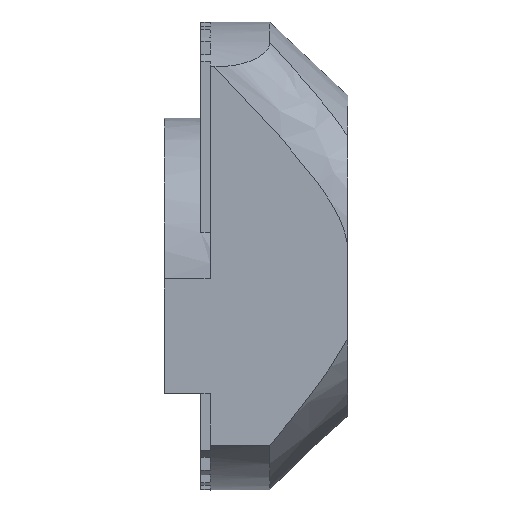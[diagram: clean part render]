
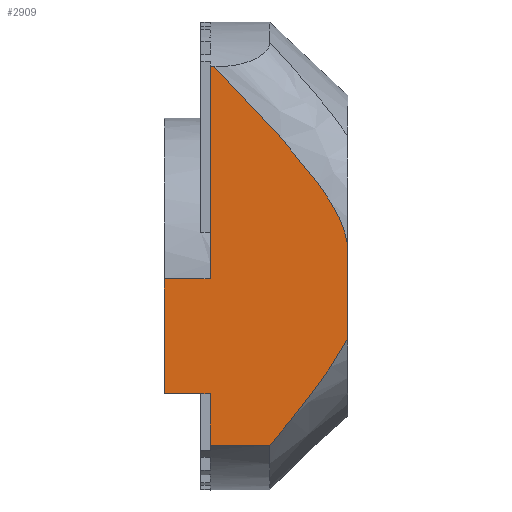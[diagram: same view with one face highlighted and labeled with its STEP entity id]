
A CAD part, left-side view. The second image highlights one B-rep face of the part: STEP entity #2909.
In plain terms, the highlighted planar face has unit normal (-1, 0, 0).
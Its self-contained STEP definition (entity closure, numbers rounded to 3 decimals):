
#13 = ORIENTED_EDGE ( 'NONE', *, *, #1446, .F. ) ;
#60 = DIRECTION ( 'NONE',  ( 0., -1., 0. ) ) ;
#65 = CARTESIAN_POINT ( 'NONE',  ( -3., 0., 0. ) ) ;
#129 = DIRECTION ( 'NONE',  ( 0., 0., 1. ) ) ;
#138 = VERTEX_POINT ( 'NONE', #1556 ) ;
#150 = CARTESIAN_POINT ( 'NONE',  ( -3., -2.734, 1. ) ) ;
#159 = CARTESIAN_POINT ( 'NONE',  ( -3., -2.63, 1.177 ) ) ;
#163 = ORIENTED_EDGE ( 'NONE', *, *, #1045, .T. ) ;
#211 = CARTESIAN_POINT ( 'NONE',  ( -3., -1.3, -4.124 ) ) ;
#214 = EDGE_LOOP ( 'NONE', ( #2564, #867, #163, #1210, #467, #13, #1056, #2230, #2572, #1542 ) ) ;
#276 = CARTESIAN_POINT ( 'NONE',  ( -3., -1.92, -3.388 ) ) ;
#365 = CARTESIAN_POINT ( 'NONE',  ( -3., -1.219, 2.938 ) ) ;
#384 = CARTESIAN_POINT ( 'NONE',  ( -3., -2.971, 0.43 ) ) ;
#438 = VECTOR ( 'NONE', #129, 1000. ) ;
#450 = CARTESIAN_POINT ( 'NONE',  ( -3., -1.613, -3.76 ) ) ;
#467 = ORIENTED_EDGE ( 'NONE', *, *, #689, .T. ) ;
#474 = VECTOR ( 'NONE', #2952, 1000. ) ;
#502 = VERTEX_POINT ( 'NONE', #2812 ) ;
#524 = VECTOR ( 'NONE', #824, 1000. ) ;
#663 = VERTEX_POINT ( 'NONE', #2636 ) ;
#666 = PLANE ( 'NONE',  #745 ) ;
#689 = EDGE_CURVE ( 'NONE', #2245, #1245, #714, .T. ) ;
#714 = LINE ( 'NONE', #2652, #1934 ) ;
#745 = AXIS2_PLACEMENT_3D ( 'NONE', #2004, #1767, #1053 ) ;
#781 = CARTESIAN_POINT ( 'NONE',  ( -3., -3., -4.124 ) ) ;
#824 = DIRECTION ( 'NONE',  ( 0., 0., -1. ) ) ;
#836 = EDGE_CURVE ( 'NONE', #2358, #2800, #2246, .T. ) ;
#867 = ORIENTED_EDGE ( 'NONE', *, *, #2920, .T. ) ;
#888 = DIRECTION ( 'NONE',  ( 0., 1., 0. ) ) ;
#1039 = CARTESIAN_POINT ( 'NONE',  ( -3., -0.37, 3.831 ) ) ;
#1043 = EDGE_CURVE ( 'NONE', #663, #2245, #1734, .T. ) ;
#1045 = EDGE_CURVE ( 'NONE', #138, #663, #1282, .T. ) ;
#1053 = DIRECTION ( 'NONE',  ( 0., 0., -1. ) ) ;
#1056 = ORIENTED_EDGE ( 'NONE', *, *, #2211, .T. ) ;
#1063 = LINE ( 'NONE', #2152, #438 ) ;
#1075 = CARTESIAN_POINT ( 'NONE',  ( -3., 1., -3. ) ) ;
#1091 = CARTESIAN_POINT ( 'NONE',  ( -3., -0.656, 3.536 ) ) ;
#1157 = EDGE_CURVE ( 'NONE', #1888, #1569, #1403, .T. ) ;
#1210 = ORIENTED_EDGE ( 'NONE', *, *, #1043, .T. ) ;
#1211 = DIRECTION ( 'NONE',  ( 0., 0., -1. ) ) ;
#1215 = EDGE_CURVE ( 'NONE', #1569, #502, #2321, .T. ) ;
#1245 = VERTEX_POINT ( 'NONE', #2156 ) ;
#1282 = LINE ( 'NONE', #1940, #2292 ) ;
#1309 = CARTESIAN_POINT ( 'NONE',  ( -3., -1.496, 2.634 ) ) ;
#1383 = CARTESIAN_POINT ( 'NONE',  ( -3., -2.77, -2.223 ) ) ;
#1403 = LINE ( 'NONE', #1918, #2541 ) ;
#1446 = EDGE_CURVE ( 'NONE', #2918, #1245, #1063, .T. ) ;
#1527 = CARTESIAN_POINT ( 'NONE',  ( -3., -0.082, 4.124 ) ) ;
#1542 = ORIENTED_EDGE ( 'NONE', *, *, #2622, .F. ) ;
#1556 = CARTESIAN_POINT ( 'NONE',  ( -3., -0.082, 4.124 ) ) ;
#1569 = VERTEX_POINT ( 'NONE', #1696 ) ;
#1639 = VECTOR ( 'NONE', #2686, 1000. ) ;
#1673 = B_SPLINE_CURVE_WITH_KNOTS ( 'NONE', 3,
 ( #2458, #384, #1963, #150, #159, #2870, #2122, #1309, #365, #1091, #1039, #1527 ),
 .UNSPECIFIED., .F., .F.,
 ( 4, 2, 2, 2, 2, 4 ),
 ( 0., 0.001, 0.001, 0.002, 0.004, 0.005 ),
 .UNSPECIFIED. ) ;
#1695 = VECTOR ( 'NONE', #60, 1000. ) ;
#1696 = CARTESIAN_POINT ( 'NONE',  ( -3., 0., -4.124 ) ) ;
#1734 = LINE ( 'NONE', #65, #524 ) ;
#1767 = DIRECTION ( 'NONE',  ( 1., 0., 0. ) ) ;
#1888 = VERTEX_POINT ( 'NONE', #2436 ) ;
#1918 = CARTESIAN_POINT ( 'NONE',  ( -3., 0., 0. ) ) ;
#1934 = VECTOR ( 'NONE', #888, 1000. ) ;
#1940 = CARTESIAN_POINT ( 'NONE',  ( -3., -3., 4.124 ) ) ;
#1951 = B_SPLINE_CURVE_WITH_KNOTS ( 'NONE', 3,
 ( #2274, #1383, #2108, #276, #450, #211 ),
 .UNSPECIFIED., .F., .F.,
 ( 4, 2, 4 ),
 ( 0.014, 0.015, 0.017 ),
 .UNSPECIFIED. ) ;
#1963 = CARTESIAN_POINT ( 'NONE',  ( -3., -2.905, 0.628 ) ) ;
#2004 = CARTESIAN_POINT ( 'NONE',  ( -3., 11.18, -5. ) ) ;
#2104 = LINE ( 'NONE', #2394, #474 ) ;
#2108 = CARTESIAN_POINT ( 'NONE',  ( -3., -2.498, -2.618 ) ) ;
#2122 = CARTESIAN_POINT ( 'NONE',  ( -3., -2.031, 2.011 ) ) ;
#2152 = CARTESIAN_POINT ( 'NONE',  ( -3., 1., 3. ) ) ;
#2156 = CARTESIAN_POINT ( 'NONE',  ( -3., 1., -0.5 ) ) ;
#2211 = EDGE_CURVE ( 'NONE', #2918, #1888, #2104, .T. ) ;
#2230 = ORIENTED_EDGE ( 'NONE', *, *, #1157, .T. ) ;
#2245 = VERTEX_POINT ( 'NONE', #2265 ) ;
#2246 = LINE ( 'NONE', #2524, #1639 ) ;
#2265 = CARTESIAN_POINT ( 'NONE',  ( -3., 0., -0.5 ) ) ;
#2274 = CARTESIAN_POINT ( 'NONE',  ( -3., -3., -1.803 ) ) ;
#2292 = VECTOR ( 'NONE', #2825, 1000. ) ;
#2321 = LINE ( 'NONE', #781, #1695 ) ;
#2348 = CARTESIAN_POINT ( 'NONE',  ( -3., -3., -1.803 ) ) ;
#2358 = VERTEX_POINT ( 'NONE', #2348 ) ;
#2394 = CARTESIAN_POINT ( 'NONE',  ( -3., 1., -3. ) ) ;
#2436 = CARTESIAN_POINT ( 'NONE',  ( -3., 0., -3. ) ) ;
#2458 = CARTESIAN_POINT ( 'NONE',  ( -3., -3., 0.225 ) ) ;
#2492 = CARTESIAN_POINT ( 'NONE',  ( -3., -3., 0.225 ) ) ;
#2524 = CARTESIAN_POINT ( 'NONE',  ( -3., -3., -5. ) ) ;
#2541 = VECTOR ( 'NONE', #1211, 1000. ) ;
#2564 = ORIENTED_EDGE ( 'NONE', *, *, #836, .T. ) ;
#2572 = ORIENTED_EDGE ( 'NONE', *, *, #1215, .T. ) ;
#2622 = EDGE_CURVE ( 'NONE', #2358, #502, #1951, .T. ) ;
#2636 = CARTESIAN_POINT ( 'NONE',  ( -3., 0., 4.124 ) ) ;
#2652 = CARTESIAN_POINT ( 'NONE',  ( -3., 11.18, -0.5 ) ) ;
#2686 = DIRECTION ( 'NONE',  ( 0., 0., 1. ) ) ;
#2800 = VERTEX_POINT ( 'NONE', #2492 ) ;
#2812 = CARTESIAN_POINT ( 'NONE',  ( -3., -1.3, -4.124 ) ) ;
#2825 = DIRECTION ( 'NONE',  ( 0., 1., 0. ) ) ;
#2870 = CARTESIAN_POINT ( 'NONE',  ( -3., -2.291, 1.691 ) ) ;
#2909 = ADVANCED_FACE ( 'NONE', ( #2930 ), #666, .F. ) ;
#2918 = VERTEX_POINT ( 'NONE', #1075 ) ;
#2920 = EDGE_CURVE ( 'NONE', #2800, #138, #1673, .T. ) ;
#2930 = FACE_OUTER_BOUND ( 'NONE', #214, .T. ) ;
#2952 = DIRECTION ( 'NONE',  ( 0., -1., 0. ) ) ;
